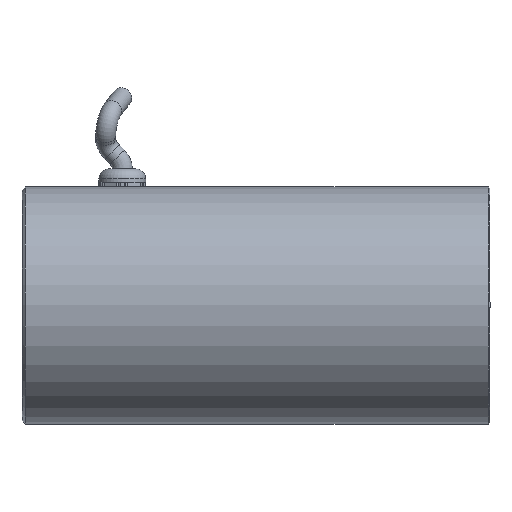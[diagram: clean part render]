
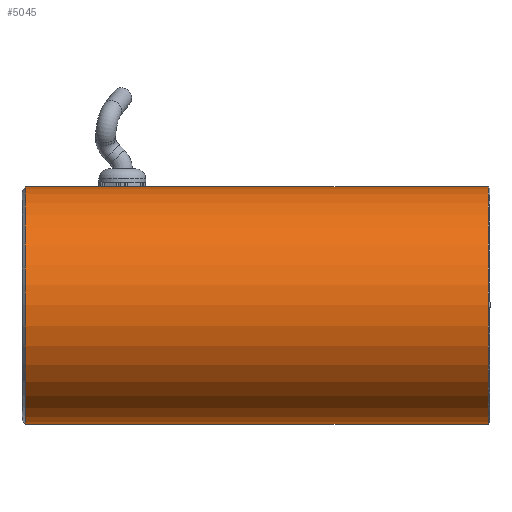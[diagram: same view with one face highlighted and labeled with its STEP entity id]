
A CAD part, top view. The second image highlights one B-rep face of the part: STEP entity #5045.
In plain terms, the highlighted cylindrical face has radius 35.5 mm (diameter 71 mm), a full revolution.
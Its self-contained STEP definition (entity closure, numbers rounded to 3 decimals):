
#288=CYLINDRICAL_SURFACE('',#5403,35.5);
#411=FACE_BOUND('',#1498,.T.);
#412=FACE_BOUND('',#1499,.T.);
#553=LINE('',#7351,#863);
#554=LINE('',#7352,#864);
#863=VECTOR('',#6026,111.1);
#864=VECTOR('',#6027,111.1);
#1167=FACE_OUTER_BOUND('',#1497,.T.);
#1497=EDGE_LOOP('',(#3363));
#1498=EDGE_LOOP('',(#3364,#3365,#3366,#3367,#3368,#3369));
#1499=EDGE_LOOP('',(#3370));
#1814=CIRCLE('',#5301,35.5);
#1833=CIRCLE('',#5365,35.5);
#1834=CIRCLE('',#5367,35.5);
#1836=CIRCLE('',#5370,35.5);
#1855=CIRCLE('',#5402,35.5);
#1856=CIRCLE('',#5404,35.5);
#1973=VERTEX_POINT('',#7032);
#1974=VERTEX_POINT('',#7033);
#2042=VERTEX_POINT('',#7286);
#2043=VERTEX_POINT('',#7288);
#2044=VERTEX_POINT('',#7292);
#2046=VERTEX_POINT('',#7295);
#2048=VERTEX_POINT('',#7301);
#2077=VERTEX_POINT('',#7375);
#2450=EDGE_CURVE('',#1974,#1973,#1814,.T.);
#2542=EDGE_CURVE('',#2042,#2043,#1833,.T.);
#2546=EDGE_CURVE('',#2046,#2044,#1834,.T.);
#2548=EDGE_CURVE('',#2048,#2048,#1836,.T.);
#2568=EDGE_CURVE('',#1973,#2044,#553,.T.);
#2569=EDGE_CURVE('',#2042,#1974,#554,.T.);
#2580=EDGE_CURVE('',#2077,#2077,#1855,.T.);
#2581=EDGE_CURVE('',#2043,#2046,#1856,.T.);
#3363=ORIENTED_EDGE('',*,*,#2548,.F.);
#3364=ORIENTED_EDGE('',*,*,#2568,.T.);
#3365=ORIENTED_EDGE('',*,*,#2546,.F.);
#3366=ORIENTED_EDGE('',*,*,#2581,.F.);
#3367=ORIENTED_EDGE('',*,*,#2542,.F.);
#3368=ORIENTED_EDGE('',*,*,#2569,.T.);
#3369=ORIENTED_EDGE('',*,*,#2450,.T.);
#3370=ORIENTED_EDGE('',*,*,#2580,.F.);
#5045=ADVANCED_FACE('',(#1167,#411,#412),#288,.T.);
#5301=AXIS2_PLACEMENT_3D('',#7035,#5781,#5782);
#5365=AXIS2_PLACEMENT_3D('',#7289,#5958,#5959);
#5367=AXIS2_PLACEMENT_3D('',#7297,#5965,#5966);
#5370=AXIS2_PLACEMENT_3D('',#7302,#5971,#5972);
#5402=AXIS2_PLACEMENT_3D('',#7376,#6048,#6049);
#5403=AXIS2_PLACEMENT_3D('',#7377,#6050,#6051);
#5404=AXIS2_PLACEMENT_3D('',#7378,#6052,#6053);
#5781=DIRECTION('center_axis',(1.,0.,0.));
#5782=DIRECTION('ref_axis',(0.,0.,
-1.));
#5958=DIRECTION('center_axis',(1.,0.,0.));
#5959=DIRECTION('ref_axis',(0.,-1.,0.));
#5965=DIRECTION('center_axis',(1.,0.,0.));
#5966=DIRECTION('ref_axis',(0.,-1.,0.));
#5971=DIRECTION('center_axis',(-1.,0.,0.));
#5972=DIRECTION('ref_axis',(0.,-1.,0.));
#6026=DIRECTION('',(-1.,0.,0.));
#6027=DIRECTION('',(1.,0.,0.));
#6048=DIRECTION('center_axis',(1.,0.,0.));
#6049=DIRECTION('ref_axis',(0.,0.,
-1.));
#6050=DIRECTION('center_axis',(1.,0.,0.));
#6051=DIRECTION('ref_axis',(0.,0.,
-1.));
#6052=DIRECTION('center_axis',(1.,0.,0.));
#6053=DIRECTION('ref_axis',(0.,-1.,0.));
#7032=CARTESIAN_POINT('',(55.6,21.694,53.));
#7033=CARTESIAN_POINT('',(55.6,-21.694,53.));
#7035=CARTESIAN_POINT('Origin',(55.6,0.,
81.1));
#7286=CARTESIAN_POINT('',(-55.5,-21.694,53.));
#7288=CARTESIAN_POINT('',(-55.5,-20.,51.77));
#7289=CARTESIAN_POINT('Origin',(-55.5,0.,
81.1));
#7292=CARTESIAN_POINT('',(-55.5,21.694,53.));
#7295=CARTESIAN_POINT('',(-55.5,20.,51.77));
#7297=CARTESIAN_POINT('Origin',(-55.5,0.,
81.1));
#7301=CARTESIAN_POINT('',(-59.5,35.5,81.1));
#7302=CARTESIAN_POINT('Origin',(-59.5,0.,
81.1));
#7351=CARTESIAN_POINT('',(-55.5,21.694,53.));
#7352=CARTESIAN_POINT('',(-55.5,-21.694,53.));
#7375=CARTESIAN_POINT('',(79.,0.,116.6));
#7376=CARTESIAN_POINT('Origin',(79.,0.,
81.1));
#7377=CARTESIAN_POINT('Origin',(-55.5,0.,
81.1));
#7378=CARTESIAN_POINT('Origin',(-55.5,0.,81.1));
